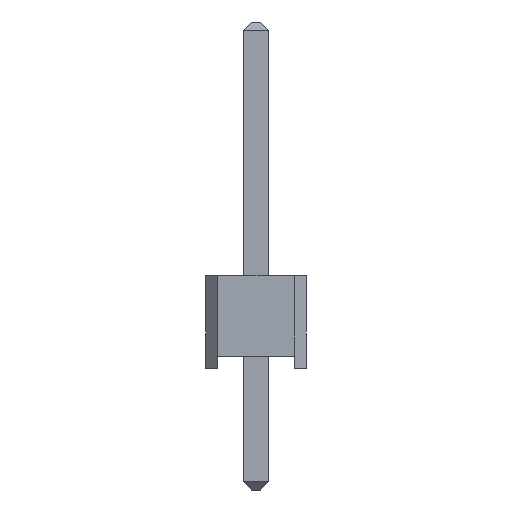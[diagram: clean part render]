
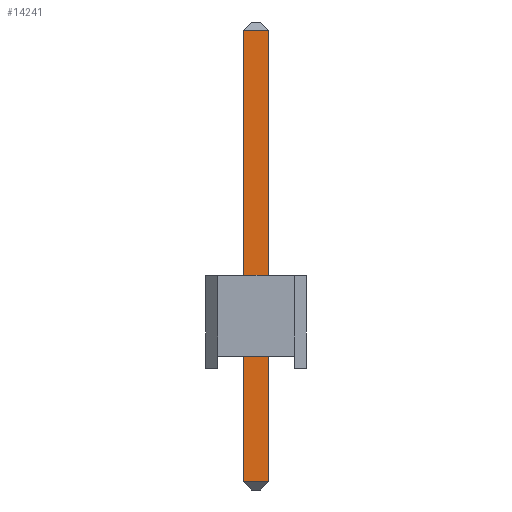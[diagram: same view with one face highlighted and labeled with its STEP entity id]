
A CAD part, left-side view. The second image highlights one B-rep face of the part: STEP entity #14241.
In plain terms, the highlighted planar face has unit normal (-1, 0, 0).
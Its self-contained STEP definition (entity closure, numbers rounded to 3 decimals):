
#13888 = PLANE('',#13889);
#13889 = AXIS2_PLACEMENT_3D('',#13890,#13891,#13892);
#13890 = CARTESIAN_POINT('',(-0.32,0.32,-3.));
#13891 = DIRECTION('',(-0.,1.,0.));
#13892 = DIRECTION('',(0.,0.,1.));
#13913 = VERTEX_POINT('',#13914);
#13914 = CARTESIAN_POINT('',(-0.32,0.32,-2.8));
#13940 = EDGE_CURVE('',#13913,#13941,#13943,.T.);
#13941 = VERTEX_POINT('',#13942);
#13942 = CARTESIAN_POINT('',(-0.32,0.32,8.34));
#13943 = SURFACE_CURVE('',#13944,(#13948,#13955),.PCURVE_S1.);
#13944 = LINE('',#13945,#13946);
#13945 = CARTESIAN_POINT('',(-0.32,0.32,-3.));
#13946 = VECTOR('',#13947,1.);
#13947 = DIRECTION('',(0.,-0.,1.));
#13948 = PCURVE('',#13888,#13949);
#13949 = DEFINITIONAL_REPRESENTATION('',(#13950),#13954);
#13950 = LINE('',#13951,#13952);
#13951 = CARTESIAN_POINT('',(0.,0.));
#13952 = VECTOR('',#13953,1.);
#13953 = DIRECTION('',(1.,0.));
#13954 = ( GEOMETRIC_REPRESENTATION_CONTEXT(2) 
PARAMETRIC_REPRESENTATION_CONTEXT() REPRESENTATION_CONTEXT('2D SPACE',''
  ) );
#13955 = PCURVE('',#13956,#13961);
#13956 = PLANE('',#13957);
#13957 = AXIS2_PLACEMENT_3D('',#13958,#13959,#13960);
#13958 = CARTESIAN_POINT('',(-0.32,-0.32,-3.));
#13959 = DIRECTION('',(-1.,0.,0.));
#13960 = DIRECTION('',(0.,0.,1.));
#13961 = DEFINITIONAL_REPRESENTATION('',(#13962),#13966);
#13962 = LINE('',#13963,#13964);
#13963 = CARTESIAN_POINT('',(0.,0.64));
#13964 = VECTOR('',#13965,1.);
#13965 = DIRECTION('',(1.,0.));
#13966 = ( GEOMETRIC_REPRESENTATION_CONTEXT(2) 
PARAMETRIC_REPRESENTATION_CONTEXT() REPRESENTATION_CONTEXT('2D SPACE',''
  ) );
#14068 = PLANE('',#14069);
#14069 = AXIS2_PLACEMENT_3D('',#14070,#14071,#14072);
#14070 = CARTESIAN_POINT('',(-0.22,-0.32,-2.9));
#14071 = DIRECTION('',(0.707,0.,0.707));
#14072 = DIRECTION('',(0.707,0.,-0.707));
#14101 = PLANE('',#14102);
#14102 = AXIS2_PLACEMENT_3D('',#14103,#14104,#14105);
#14103 = CARTESIAN_POINT('',(0.32,-0.32,-3.));
#14104 = DIRECTION('',(0.,-1.,0.));
#14105 = DIRECTION('',(0.,-0.,-1.));
#14181 = PLANE('',#14182);
#14182 = AXIS2_PLACEMENT_3D('',#14183,#14184,#14185);
#14183 = CARTESIAN_POINT('',(-0.22,-0.32,8.44));
#14184 = DIRECTION('',(-0.707,0.,0.707));
#14185 = DIRECTION('',(0.707,0.,0.707));
#14241 = ADVANCED_FACE('',(#14242),#13956,.T.);
#14242 = FACE_BOUND('',#14243,.T.);
#14243 = EDGE_LOOP('',(#14244,#14245,#14268,#14291));
#14244 = ORIENTED_EDGE('',*,*,#13940,.F.);
#14245 = ORIENTED_EDGE('',*,*,#14246,.T.);
#14246 = EDGE_CURVE('',#13913,#14247,#14249,.T.);
#14247 = VERTEX_POINT('',#14248);
#14248 = CARTESIAN_POINT('',(-0.32,-0.32,-2.8));
#14249 = SURFACE_CURVE('',#14250,(#14254,#14261),.PCURVE_S1.);
#14250 = LINE('',#14251,#14252);
#14251 = CARTESIAN_POINT('',(-0.32,-0.32,-2.8));
#14252 = VECTOR('',#14253,1.);
#14253 = DIRECTION('',(-0.,-1.,0.));
#14254 = PCURVE('',#13956,#14255);
#14255 = DEFINITIONAL_REPRESENTATION('',(#14256),#14260);
#14256 = LINE('',#14257,#14258);
#14257 = CARTESIAN_POINT('',(0.2,0.));
#14258 = VECTOR('',#14259,1.);
#14259 = DIRECTION('',(0.,-1.));
#14260 = ( GEOMETRIC_REPRESENTATION_CONTEXT(2) 
PARAMETRIC_REPRESENTATION_CONTEXT() REPRESENTATION_CONTEXT('2D SPACE',''
  ) );
#14261 = PCURVE('',#14068,#14262);
#14262 = DEFINITIONAL_REPRESENTATION('',(#14263),#14267);
#14263 = LINE('',#14264,#14265);
#14264 = CARTESIAN_POINT('',(-0.141,0.));
#14265 = VECTOR('',#14266,1.);
#14266 = DIRECTION('',(-0.,-1.));
#14267 = ( GEOMETRIC_REPRESENTATION_CONTEXT(2) 
PARAMETRIC_REPRESENTATION_CONTEXT() REPRESENTATION_CONTEXT('2D SPACE',''
  ) );
#14268 = ORIENTED_EDGE('',*,*,#14269,.T.);
#14269 = EDGE_CURVE('',#14247,#14270,#14272,.T.);
#14270 = VERTEX_POINT('',#14271);
#14271 = CARTESIAN_POINT('',(-0.32,-0.32,8.34));
#14272 = SURFACE_CURVE('',#14273,(#14277,#14284),.PCURVE_S1.);
#14273 = LINE('',#14274,#14275);
#14274 = CARTESIAN_POINT('',(-0.32,-0.32,-3.));
#14275 = VECTOR('',#14276,1.);
#14276 = DIRECTION('',(0.,0.,1.));
#14277 = PCURVE('',#13956,#14278);
#14278 = DEFINITIONAL_REPRESENTATION('',(#14279),#14283);
#14279 = LINE('',#14280,#14281);
#14280 = CARTESIAN_POINT('',(0.,0.));
#14281 = VECTOR('',#14282,1.);
#14282 = DIRECTION('',(1.,0.));
#14283 = ( GEOMETRIC_REPRESENTATION_CONTEXT(2) 
PARAMETRIC_REPRESENTATION_CONTEXT() REPRESENTATION_CONTEXT('2D SPACE',''
  ) );
#14284 = PCURVE('',#14101,#14285);
#14285 = DEFINITIONAL_REPRESENTATION('',(#14286),#14290);
#14286 = LINE('',#14287,#14288);
#14287 = CARTESIAN_POINT('',(-0.,-0.64));
#14288 = VECTOR('',#14289,1.);
#14289 = DIRECTION('',(-1.,0.));
#14290 = ( GEOMETRIC_REPRESENTATION_CONTEXT(2) 
PARAMETRIC_REPRESENTATION_CONTEXT() REPRESENTATION_CONTEXT('2D SPACE',''
  ) );
#14291 = ORIENTED_EDGE('',*,*,#14292,.T.);
#14292 = EDGE_CURVE('',#14270,#13941,#14293,.T.);
#14293 = SURFACE_CURVE('',#14294,(#14298,#14305),.PCURVE_S1.);
#14294 = LINE('',#14295,#14296);
#14295 = CARTESIAN_POINT('',(-0.32,-0.32,8.34));
#14296 = VECTOR('',#14297,1.);
#14297 = DIRECTION('',(0.,1.,-0.));
#14298 = PCURVE('',#13956,#14299);
#14299 = DEFINITIONAL_REPRESENTATION('',(#14300),#14304);
#14300 = LINE('',#14301,#14302);
#14301 = CARTESIAN_POINT('',(11.34,0.));
#14302 = VECTOR('',#14303,1.);
#14303 = DIRECTION('',(0.,1.));
#14304 = ( GEOMETRIC_REPRESENTATION_CONTEXT(2) 
PARAMETRIC_REPRESENTATION_CONTEXT() REPRESENTATION_CONTEXT('2D SPACE',''
  ) );
#14305 = PCURVE('',#14181,#14306);
#14306 = DEFINITIONAL_REPRESENTATION('',(#14307),#14311);
#14307 = LINE('',#14308,#14309);
#14308 = CARTESIAN_POINT('',(-0.141,0.));
#14309 = VECTOR('',#14310,1.);
#14310 = DIRECTION('',(0.,1.));
#14311 = ( GEOMETRIC_REPRESENTATION_CONTEXT(2) 
PARAMETRIC_REPRESENTATION_CONTEXT() REPRESENTATION_CONTEXT('2D SPACE',''
  ) );
